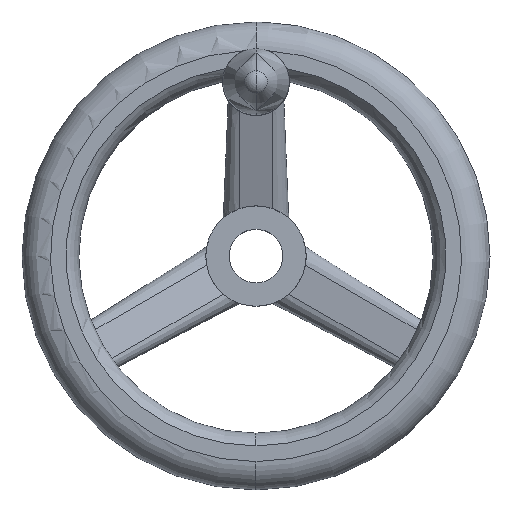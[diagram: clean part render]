
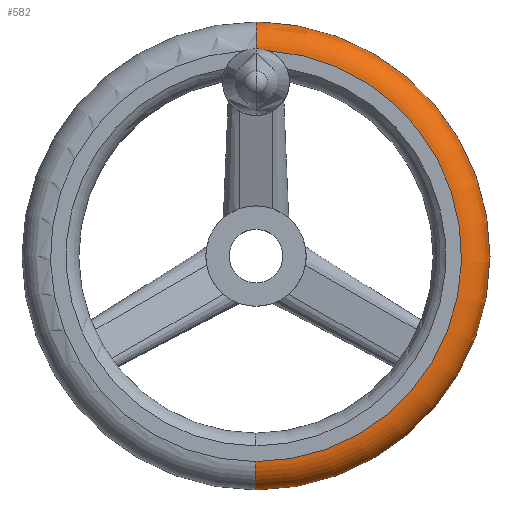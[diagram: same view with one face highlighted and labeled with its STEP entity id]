
A CAD part, top view. The second image highlights one B-rep face of the part: STEP entity #582.
In plain terms, the highlighted toroidal (fillet/blend) face has major radius 61.5 mm and minor radius 8.5 mm.
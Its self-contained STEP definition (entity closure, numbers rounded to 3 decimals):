
#350=VERTEX_POINT('',#866);
#436=EDGE_CURVE('',#712,#538,#964,.T.);
#478=EDGE_CURVE('',#626,#536,#1008,.T.);
#484=EDGE_CURVE('',#536,#350,#1014,.T.);
#536=VERTEX_POINT('',#1074);
#538=VERTEX_POINT('',#1076);
#582=ADVANCED_FACE('',(#1124),#1125,.T.);
#614=EDGE_CURVE('',#350,#712,#1160,.T.);
#626=VERTEX_POINT('',#1173);
#674=EDGE_CURVE('',#538,#626,#1226,.T.);
#712=VERTEX_POINT('',#1267);
#866=CARTESIAN_POINT('',(0.,-70.0,30.5));
#964=CIRCLE('',#1740,8.5);
#1008=CIRCLE('',#1805,61.5);
#1014=CIRCLE('',#1812,8.5);
#1074=CARTESIAN_POINT('',(0.,-61.5,39.0));
#1076=CARTESIAN_POINT('',(0.,61.5,39.0));
#1124=FACE_OUTER_BOUND('',#2124,.T.);
#1125=TOROIDAL_SURFACE('',#2125,61.5,8.5);
#1160=CIRCLE('',#2203,70.0);
#1173=CARTESIAN_POINT('',(3.394,61.406,39.));
#1226=CIRCLE('',#2330,61.5);
#1267=CARTESIAN_POINT('',(0.,70.0,30.5));
#1740=AXIS2_PLACEMENT_3D('',#2762,#2763,#2764);
#1805=AXIS2_PLACEMENT_3D('',#2800,#2801,#2802);
#1812=AXIS2_PLACEMENT_3D('',#2803,#2804,#2805);
#2124=EDGE_LOOP('',(#2929,#2930,#2931,#2932,#2933));
#2125=AXIS2_PLACEMENT_3D('',#2934,#2935,#2936);
#2203=AXIS2_PLACEMENT_3D('',#2975,#2976,#2977);
#2330=AXIS2_PLACEMENT_3D('',#3061,#3062,#3063);
#2762=CARTESIAN_POINT('',(0.,61.5,30.5));
#2763=DIRECTION('',(1.0,0.,0.));
#2764=DIRECTION('',(0.,1.0,0.));
#2800=CARTESIAN_POINT('',(0.,0.,39.0));
#2801=DIRECTION('',(0.,0.,-1.0));
#2802=DIRECTION('',(0.,1.0,0.));
#2803=CARTESIAN_POINT('',(0.,-61.5,30.5));
#2804=DIRECTION('',(1.0,0.,0.));
#2805=DIRECTION('',(0.,-1.0,0.));
#2929=ORIENTED_EDGE('',*,*,#614,.T.);
#2930=ORIENTED_EDGE('',*,*,#436,.T.);
#2931=ORIENTED_EDGE('',*,*,#674,.T.);
#2932=ORIENTED_EDGE('',*,*,#478,.T.);
#2933=ORIENTED_EDGE('',*,*,#484,.T.);
#2934=CARTESIAN_POINT('',(0.,0.,30.5));
#2935=DIRECTION('',(0.,0.,1.0));
#2936=DIRECTION('',(0.,1.0,0.0));
#2975=CARTESIAN_POINT('',(0.,0.,30.5));
#2976=DIRECTION('',(0.,0.,1.0));
#2977=DIRECTION('',(1.0,0.0,0.));
#3061=CARTESIAN_POINT('',(0.,0.,39.0));
#3062=DIRECTION('',(0.,0.,-1.0));
#3063=DIRECTION('',(0.,1.0,0.));
